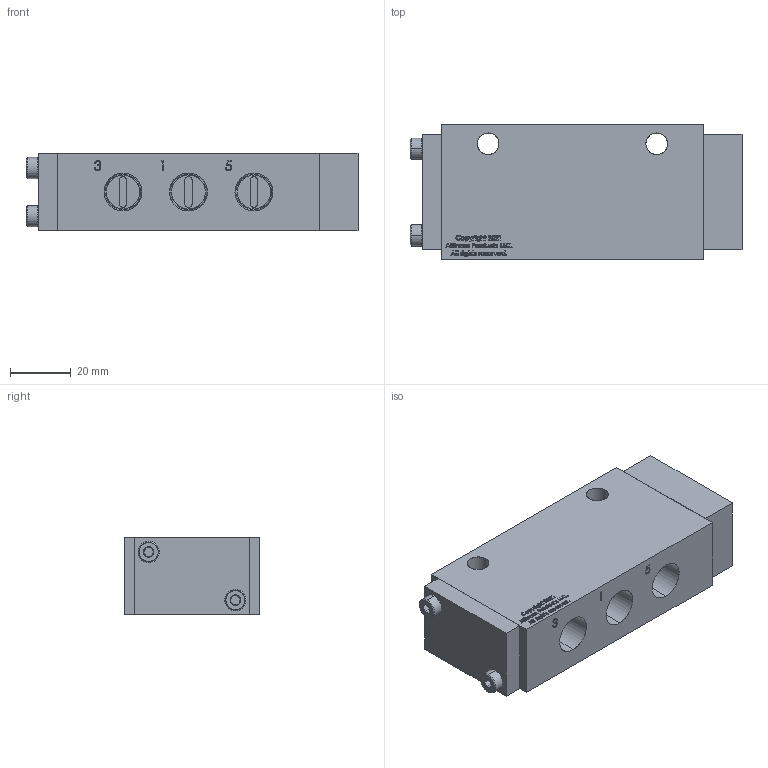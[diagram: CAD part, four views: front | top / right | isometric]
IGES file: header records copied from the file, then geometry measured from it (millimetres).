
Start section: SolidWorks IGES file using analytic representation for surfaces
Global section: file name: V250050312-VALVE-.25-NPT-5-2-SR-AP.IGS; native system: SolidWorks 2018; preprocessor: SolidWorks 2018; author: engremote3; date: 210730.051248; units: inch
Bounding box: 109.46 x 44.45 x 25.4 mm (x, y, z)
Surface area: 21214.5 mm2 (no closed solid volume)
Topology: 0 solids, 0 shells, 1506 faces, 17058 edges, 17058 vertices
Faces by surface type: bspline 1409, revolution 97
